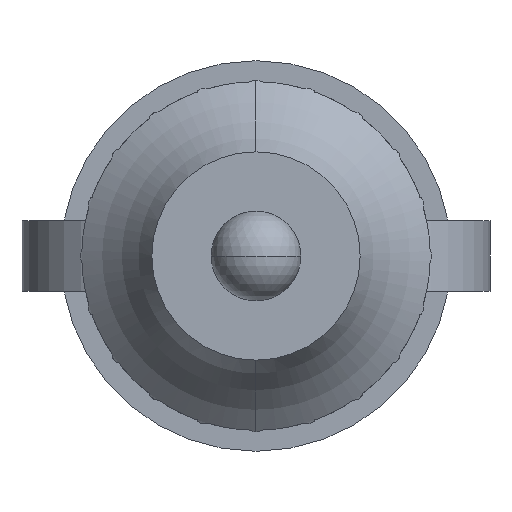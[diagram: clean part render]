
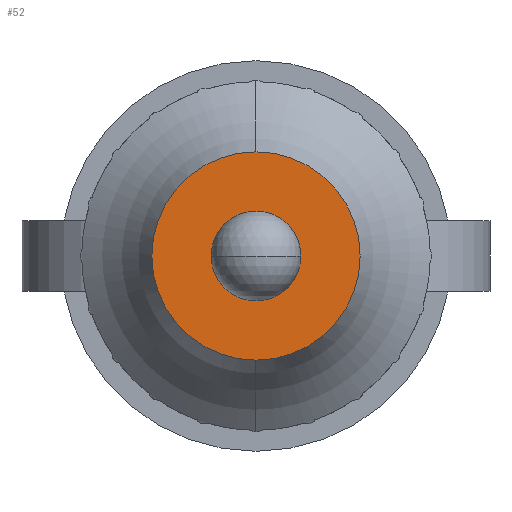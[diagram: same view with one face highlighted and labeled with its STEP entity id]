
A CAD part, left-side view. The second image highlights one B-rep face of the part: STEP entity #52.
In plain terms, the highlighted planar face has unit normal (-1, 0, 0).
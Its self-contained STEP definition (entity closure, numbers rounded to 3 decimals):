
#52 = ADVANCED_FACE ( 'NONE', ( #1677 ), #3076, .F. ) ;
#109 = EDGE_CURVE ( 'NONE', #962, #2816, #531, .T. ) ;
#226 = DIRECTION ( 'NONE',  ( 0., 0., -1. ) ) ;
#301 = CARTESIAN_POINT ( 'NONE',  ( -27.275, 0., 5.92 ) ) ;
#531 = CIRCLE ( 'NONE', #688, 5.92 ) ;
#644 = ORIENTED_EDGE ( 'NONE', *, *, #2546, .T. ) ;
#688 = AXIS2_PLACEMENT_3D ( 'NONE', #981, #1240, #706 ) ;
#706 = DIRECTION ( 'NONE',  ( 0., 0., 1. ) ) ;
#773 = AXIS2_PLACEMENT_3D ( 'NONE', #3008, #913, #1451 ) ;
#892 = EDGE_LOOP ( 'NONE', ( #644, #2535 ) ) ;
#913 = DIRECTION ( 'NONE',  ( -1., 0., 0. ) ) ;
#962 = VERTEX_POINT ( 'NONE', #1948 ) ;
#981 = CARTESIAN_POINT ( 'NONE',  ( -27.275, 0., 0. ) ) ;
#1035 = CARTESIAN_POINT ( 'NONE',  ( -27.275, 0., 0. ) ) ;
#1240 = DIRECTION ( 'NONE',  ( -1., 0., 0. ) ) ;
#1268 = DIRECTION ( 'NONE',  ( 1., 0., 0. ) ) ;
#1451 = DIRECTION ( 'NONE',  ( 0., 0., 1. ) ) ;
#1677 = FACE_OUTER_BOUND ( 'NONE', #892, .T. ) ;
#1948 = CARTESIAN_POINT ( 'NONE',  ( -27.275, 0., -5.92 ) ) ;
#2535 = ORIENTED_EDGE ( 'NONE', *, *, #109, .T. ) ;
#2546 = EDGE_CURVE ( 'NONE', #2816, #962, #3134, .T. ) ;
#2554 = AXIS2_PLACEMENT_3D ( 'NONE', #1035, #1268, #226 ) ;
#2816 = VERTEX_POINT ( 'NONE', #301 ) ;
#3008 = CARTESIAN_POINT ( 'NONE',  ( -27.275, 0., 0. ) ) ;
#3076 = PLANE ( 'NONE',  #2554 ) ;
#3134 = CIRCLE ( 'NONE', #773, 5.92 ) ;
